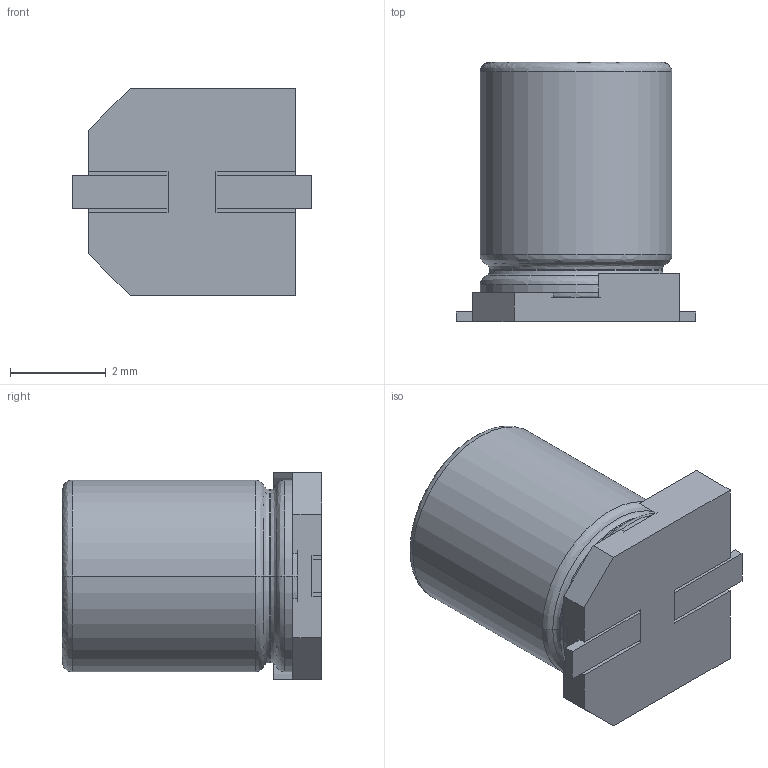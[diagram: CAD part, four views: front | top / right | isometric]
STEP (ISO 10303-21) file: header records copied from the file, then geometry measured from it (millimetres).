
FILE_DESCRIPTION (( 'STEP AP214' ), '1' );
FILE_NAME ('User Library-CAP SMD SVP 4.0x5.4.STEP', '2016-02-07T02:20:59', ( 'Windows User' ), ( '' ), 'SwSTEP 2.0', 'SolidWorks 2016', '' );
FILE_SCHEMA (( 'AUTOMOTIVE_DESIGN' ));
Length unit declared in the file: millimetre
Products named in the file (5): User Library-CAP SMD SVP 4.0x5.4__X2_041C0438043D04430441_X0_; User Library-CAP SMD SVP 4.0x5.4__X2_041D043E0436043A0438_X0_; User Library-CAP SMD SVP 4.0x5.4__X2_041F043E0434043B043E0436043A0430_X0_; User Library-CAP SMD SVP 4.0x5.4__X2_041A043E0440043F04430441_X0_; User Library-CAP SMD SVP 4.0x5.4
Assembly tree (4 placements, depth 2):
  User Library-CAP SMD SVP 4.0x5.4
    User Library-CAP SMD SVP 4.0x5.4__X2_041A043E0440043F04430441_X0_
    User Library-CAP SMD SVP 4.0x5.4__X2_041F043E0434043B043E0436043A0430_X0_
    User Library-CAP SMD SVP 4.0x5.4__X2_041D043E0436043A0438_X0_
    User Library-CAP SMD SVP 4.0x5.4__X2_041C0438043D04430441_X0_
Bounding box: 5 x 5.4 x 4.3 mm (x, y, z)
Volume: 71.7 mm3; surface area: 159 mm2
Topology: 5 solids, 5 shells, 64 faces, 143 edges, 89 vertices
Faces by surface type: plane 39, cylinder 13, bspline 12
Entity records: 2800 total; most frequent: CARTESIAN_POINT 495, DIRECTION 299, ORIENTED_EDGE 286, EDGE_CURVE 143, AXIS2_PLACEMENT_3D 101, VECTOR 97, LINE 97, VERTEX_POINT 89
